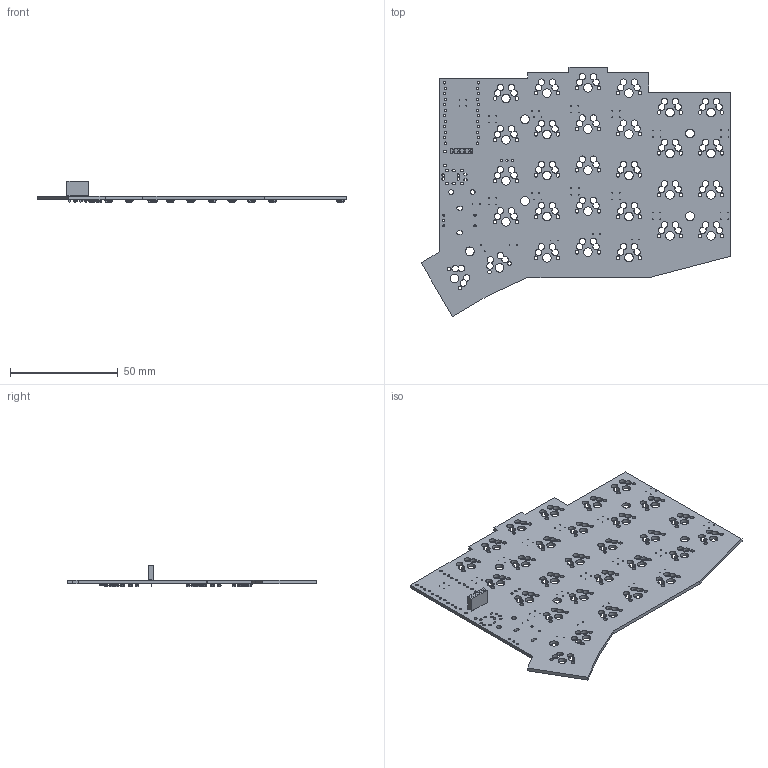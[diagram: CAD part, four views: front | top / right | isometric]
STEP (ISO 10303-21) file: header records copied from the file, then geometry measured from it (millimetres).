
FILE_DESCRIPTION(('KiCad electronic assembly'),'2;1');
FILE_NAME('SofleKeyboard.step','2024-06-29T19:28:29',('Pcbnew'),('Kicad' ),'Open CASCADE STEP processor 7.8','KiCad to STEP converter', 'Unknown');
FILE_SCHEMA(('AUTOMOTIVE_DESIGN { 1 0 10303 214 1 1 1 1 }'));
Length unit declared in the file: millimetre
Products named in the file (8): SofleKeyboard 1; D_SOD-123; D_SOD_123; PinSocket_1x04_P2.54mm_Vertical; PinSocket_1x04_P254mm_Vertical; R_1206_3216Metric; _autosave-SofleKeyboard_PCB
Assembly tree (37 placements, depth 3):
  SofleKeyboard 1
    D_SOD-123  x30
      D_SOD_123
    PinSocket_1x04_P2.54mm_Vertical
      PinSocket_1x04_P254mm_Vertical
    R_1206_3216Metric  x2
      R_1206_3216Metric
    _autosave-SofleKeyboard_PCB
Bounding box: 143.5 x 115.5 x 10.1 mm (x, y, z)
Volume: 18305.5 mm3; surface area: 27406.4 mm2
Topology: 34 solids, 34 shells, 2690 faces, 6636 edges, 4056 vertices
Faces by surface type: plane 1203, bspline 780, cylinder 707
Full cylindrical faces by diameter (mm): 0.4 x64, 0.813 x4, 1 x8, 1.092 x24, 1.2 x4, 1.3 x2, 1.7 x58, 2.2 x2, 4 x29, 4.1 x5
Entity records: 26763 total; most frequent: DIRECTION 4412, CARTESIAN_POINT 4257, ORIENTED_EDGE 4088, EDGE_CURVE 2044, AXIS2_PLACEMENT_3D 1667, VERTEX_POINT 1344, FACE_BOUND 1270, EDGE_LOOP 1270
